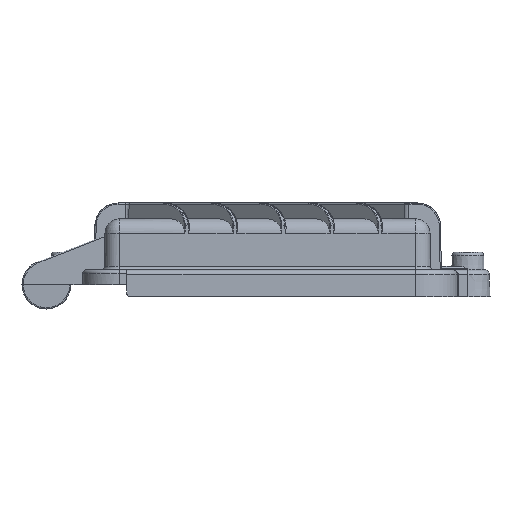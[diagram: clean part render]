
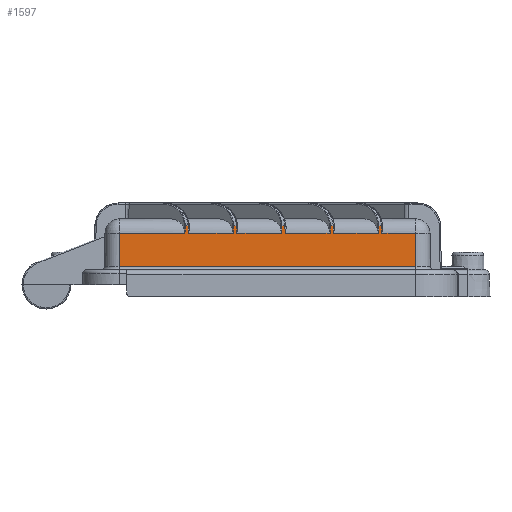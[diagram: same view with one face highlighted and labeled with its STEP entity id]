
A CAD part, left-side view. The second image highlights one B-rep face of the part: STEP entity #1597.
In plain terms, the highlighted planar face has unit normal (-1, 0, 0.018).
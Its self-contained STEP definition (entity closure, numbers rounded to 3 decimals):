
#1597=ADVANCED_FACE('',(#2671),#2061,.T.);
#2061=PLANE('',#15134);
#2671=FACE_OUTER_BOUND('',#3510,.T.);
#3510=EDGE_LOOP('',(#7238,#7239,#7240,#7241,#7242,#7243,#7244,#7245,#7246,
#7247,#7248,#7249,#7250,#7251,#7252,#7253,#7254,#7255,#7256,#7257,#7258,
#7259,#7260,#7261));
#7238=ORIENTED_EDGE('',*,*,#11370,.F.);
#7239=ORIENTED_EDGE('',*,*,#11369,.T.);
#7240=ORIENTED_EDGE('',*,*,#11365,.T.);
#7241=ORIENTED_EDGE('',*,*,#12038,.T.);
#7242=ORIENTED_EDGE('',*,*,#12039,.T.);
#7243=ORIENTED_EDGE('',*,*,#11717,.T.);
#7244=ORIENTED_EDGE('',*,*,#11363,.T.);
#7245=ORIENTED_EDGE('',*,*,#11361,.T.);
#7246=ORIENTED_EDGE('',*,*,#11360,.F.);
#7247=ORIENTED_EDGE('',*,*,#11359,.T.);
#7248=ORIENTED_EDGE('',*,*,#11356,.T.);
#7249=ORIENTED_EDGE('',*,*,#11354,.T.);
#7250=ORIENTED_EDGE('',*,*,#11353,.F.);
#7251=ORIENTED_EDGE('',*,*,#11352,.T.);
#7252=ORIENTED_EDGE('',*,*,#11349,.T.);
#7253=ORIENTED_EDGE('',*,*,#11347,.T.);
#7254=ORIENTED_EDGE('',*,*,#11346,.F.);
#7255=ORIENTED_EDGE('',*,*,#11345,.T.);
#7256=ORIENTED_EDGE('',*,*,#11342,.T.);
#7257=ORIENTED_EDGE('',*,*,#11340,.T.);
#7258=ORIENTED_EDGE('',*,*,#11339,.F.);
#7259=ORIENTED_EDGE('',*,*,#11338,.T.);
#7260=ORIENTED_EDGE('',*,*,#11335,.T.);
#7261=ORIENTED_EDGE('',*,*,#11333,.T.);
#9420=VERTEX_POINT('',#19144);
#9421=VERTEX_POINT('',#19165);
#9425=VERTEX_POINT('',#19195);
#9426=VERTEX_POINT('',#19216);
#9430=VERTEX_POINT('',#19246);
#9431=VERTEX_POINT('',#19267);
#9435=VERTEX_POINT('',#19297);
#9436=VERTEX_POINT('',#19318);
#9439=VERTEX_POINT('',#19346);
#9443=VERTEX_POINT('',#19376);
#9670=VERTEX_POINT('',#21278);
#9795=VERTEX_POINT('',#22847);
#9796=VERTEX_POINT('',#22866);
#9797=VERTEX_POINT('',#22884);
#9798=VERTEX_POINT('',#22903);
#9799=VERTEX_POINT('',#22921);
#9800=VERTEX_POINT('',#22940);
#9801=VERTEX_POINT('',#22958);
#9802=VERTEX_POINT('',#22977);
#9803=VERTEX_POINT('',#22995);
#9804=VERTEX_POINT('',#23017);
#9805=VERTEX_POINT('',#23018);
#10008=VERTEX_POINT('',#25124);
#10207=VERTEX_POINT('',#27832);
#11333=EDGE_CURVE('',#9795,#9439,#13028,.T.);
#11335=EDGE_CURVE('',#9796,#9795,#13029,.T.);
#11338=EDGE_CURVE('',#9420,#9796,#13031,.T.);
#11339=EDGE_CURVE('',#9420,#9421,#13032,.T.);
#11340=EDGE_CURVE('',#9797,#9421,#13033,.T.);
#11342=EDGE_CURVE('',#9798,#9797,#13034,.T.);
#11345=EDGE_CURVE('',#9425,#9798,#13036,.T.);
#11346=EDGE_CURVE('',#9425,#9426,#13037,.T.);
#11347=EDGE_CURVE('',#9799,#9426,#13038,.T.);
#11349=EDGE_CURVE('',#9800,#9799,#13039,.T.);
#11352=EDGE_CURVE('',#9430,#9800,#13041,.T.);
#11353=EDGE_CURVE('',#9430,#9431,#13042,.T.);
#11354=EDGE_CURVE('',#9801,#9431,#13043,.T.);
#11356=EDGE_CURVE('',#9802,#9801,#13044,.T.);
#11359=EDGE_CURVE('',#9435,#9802,#13046,.T.);
#11360=EDGE_CURVE('',#9435,#9436,#13047,.T.);
#11361=EDGE_CURVE('',#9803,#9436,#13048,.T.);
#11363=EDGE_CURVE('',#9670,#9803,#13049,.T.);
#11365=EDGE_CURVE('',#9804,#9805,#13051,.T.);
#11369=EDGE_CURVE('',#9443,#9804,#13053,.T.);
#11370=EDGE_CURVE('',#9443,#9439,#13054,.T.);
#11717=EDGE_CURVE('',#10008,#9670,#13188,.T.);
#12038=EDGE_CURVE('',#9805,#10207,#13257,.T.);
#12039=EDGE_CURVE('',#10207,#10008,#13258,.T.);
#13028=LINE('',#22846,#13841);
#13029=LINE('',#22865,#13842);
#13031=LINE('',#22879,#13844);
#13032=LINE('',#22881,#13845);
#13033=LINE('',#22883,#13846);
#13034=LINE('',#22902,#13847);
#13036=LINE('',#22916,#13849);
#13037=LINE('',#22918,#13850);
#13038=LINE('',#22920,#13851);
#13039=LINE('',#22939,#13852);
#13041=LINE('',#22953,#13854);
#13042=LINE('',#22955,#13855);
#13043=LINE('',#22957,#13856);
#13044=LINE('',#22976,#13857);
#13046=LINE('',#22990,#13859);
#13047=LINE('',#22992,#13860);
#13048=LINE('',#22994,#13861);
#13049=LINE('',#23013,#13862);
#13051=LINE('',#23016,#13864);
#13053=LINE('',#23033,#13866);
#13054=LINE('',#23035,#13867);
#13188=LINE('',#25123,#14001);
#13257=LINE('',#27831,#14070);
#13258=LINE('',#27833,#14071);
#13841=VECTOR('',#16599,1.);
#13842=VECTOR('',#16602,1.);
#13844=VECTOR('',#16606,1.);
#13845=VECTOR('',#16609,1.);
#13846=VECTOR('',#16612,1.);
#13847=VECTOR('',#16615,1.);
#13849=VECTOR('',#16619,1.);
#13850=VECTOR('',#16622,1.);
#13851=VECTOR('',#16625,1.);
#13852=VECTOR('',#16628,1.);
#13854=VECTOR('',#16632,1.);
#13855=VECTOR('',#16635,1.);
#13856=VECTOR('',#16638,1.);
#13857=VECTOR('',#16641,1.);
#13859=VECTOR('',#16645,1.);
#13860=VECTOR('',#16648,1.);
#13861=VECTOR('',#16651,1.);
#13862=VECTOR('',#16654,1.);
#13864=VECTOR('',#16658,1.);
#13866=VECTOR('',#16664,1.);
#13867=VECTOR('',#16667,1.);
#14001=VECTOR('',#17141,1.);
#14070=VECTOR('',#17438,1.);
#14071=VECTOR('',#17439,1.);
#15134=AXIS2_PLACEMENT_3D('',#27834,#17440,#17441);
#16599=DIRECTION('',(0.017,0.054,0.998));
#16602=DIRECTION('',(0.,1.,0.));
#16606=DIRECTION('',(-0.017,0.02,-1.));
#16609=DIRECTION('',(0.,-1.,0.));
#16612=DIRECTION('',(0.017,0.054,0.998));
#16615=DIRECTION('',(0.,1.,0.));
#16619=DIRECTION('',(-0.017,0.02,-1.));
#16622=DIRECTION('',(0.,-1.,0.));
#16625=DIRECTION('',(0.017,0.054,0.998));
#16628=DIRECTION('',(0.,1.,0.));
#16632=DIRECTION('',(-0.017,0.02,-1.));
#16635=DIRECTION('',(0.,-1.,0.));
#16638=DIRECTION('',(0.017,0.054,0.998));
#16641=DIRECTION('',(0.,1.,0.));
#16645=DIRECTION('',(-0.017,0.02,-1.));
#16648=DIRECTION('',(0.,-1.,0.));
#16651=DIRECTION('',(0.017,0.054,0.998));
#16654=DIRECTION('',(0.,1.,0.));
#16658=DIRECTION('',(0.,1.,0.));
#16664=DIRECTION('',(-0.017,0.02,-1.));
#16667=DIRECTION('',(0.,-1.,0.));
#17141=DIRECTION('',(0.017,0.017,1.));
#17438=DIRECTION('',(-0.017,0.017,-1.));
#17439=DIRECTION('',(0.,-1.,0.));
#17440=DIRECTION('',(-1.,0.,0.017));
#17441=DIRECTION('',(-0.017,0.,-1.));
#19144=CARTESIAN_POINT('',(-106.47,13.144,24.066));
#19165=CARTESIAN_POINT('',(-106.47,11.944,24.066));
#19195=CARTESIAN_POINT('',(-106.47,-6.656,24.066));
#19216=CARTESIAN_POINT('',(-106.47,-7.856,24.066));
#19246=CARTESIAN_POINT('',(-106.47,-26.456,24.066));
#19267=CARTESIAN_POINT('',(-106.47,-27.656,24.066));
#19297=CARTESIAN_POINT('',(-106.47,-46.256,24.066));
#19318=CARTESIAN_POINT('',(-106.47,-47.456,24.066));
#19346=CARTESIAN_POINT('',(-106.47,31.744,24.066));
#19376=CARTESIAN_POINT('',(-106.47,32.944,24.066));
#21278=CARTESIAN_POINT('',(-106.523,-61.313,21.005));
#22846=CARTESIAN_POINT('',(-106.471,31.74,24.));
#22847=CARTESIAN_POINT('',(-106.523,31.577,21.005));
#22865=CARTESIAN_POINT('',(-106.523,65.652,21.005));
#22866=CARTESIAN_POINT('',(-106.523,13.204,21.005));
#22879=CARTESIAN_POINT('',(-106.523,13.204,21.001));
#22881=CARTESIAN_POINT('',(-106.47,99.721,24.066));
#22883=CARTESIAN_POINT('',(-106.471,11.94,24.));
#22884=CARTESIAN_POINT('',(-106.523,11.777,21.005));
#22902=CARTESIAN_POINT('',(-106.523,65.652,21.005));
#22903=CARTESIAN_POINT('',(-106.523,-6.596,21.005));
#22916=CARTESIAN_POINT('',(-106.523,-6.596,21.001));
#22918=CARTESIAN_POINT('',(-106.47,99.721,24.066));
#22920=CARTESIAN_POINT('',(-106.471,-7.86,24.));
#22921=CARTESIAN_POINT('',(-106.523,-8.023,21.005));
#22939=CARTESIAN_POINT('',(-106.523,65.652,21.005));
#22940=CARTESIAN_POINT('',(-106.523,-26.396,21.005));
#22953=CARTESIAN_POINT('',(-106.523,-26.396,21.001));
#22955=CARTESIAN_POINT('',(-106.47,99.721,24.066));
#22957=CARTESIAN_POINT('',(-106.471,-27.66,24.));
#22958=CARTESIAN_POINT('',(-106.523,-27.823,21.005));
#22976=CARTESIAN_POINT('',(-106.523,65.652,21.005));
#22977=CARTESIAN_POINT('',(-106.523,-46.196,21.005));
#22990=CARTESIAN_POINT('',(-106.523,-46.196,21.001));
#22992=CARTESIAN_POINT('',(-106.47,99.721,24.066));
#22994=CARTESIAN_POINT('',(-106.471,-47.46,24.));
#22995=CARTESIAN_POINT('',(-106.523,-47.623,21.005));
#23013=CARTESIAN_POINT('',(-106.523,65.652,21.005));
#23016=CARTESIAN_POINT('',(-106.523,65.652,21.005));
#23017=CARTESIAN_POINT('',(-106.523,33.004,21.005));
#23018=CARTESIAN_POINT('',(-106.523,59.755,21.005));
#23033=CARTESIAN_POINT('',(-106.523,33.004,21.001));
#23035=CARTESIAN_POINT('',(-106.47,99.721,24.066));
#25123=CARTESIAN_POINT('',(-106.422,-61.212,26.795));
#25124=CARTESIAN_POINT('',(-106.759,-61.549,7.474));
#27831=CARTESIAN_POINT('',(-106.787,60.019,5.895));
#27832=CARTESIAN_POINT('',(-106.759,59.992,7.474));
#27833=CARTESIAN_POINT('',(-106.759,62.31,7.474));
#27834=CARTESIAN_POINT('',(-106.761,62.31,7.404));
